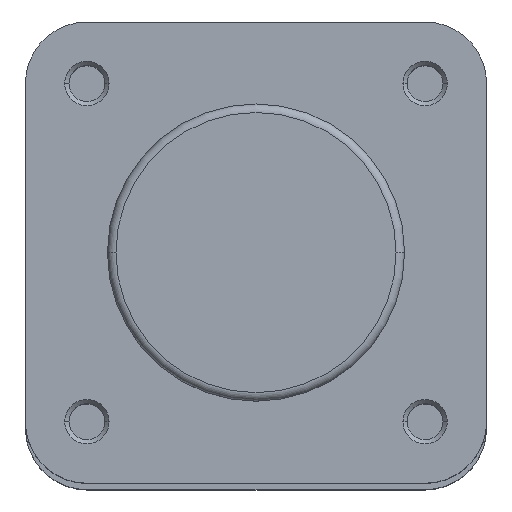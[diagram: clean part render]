
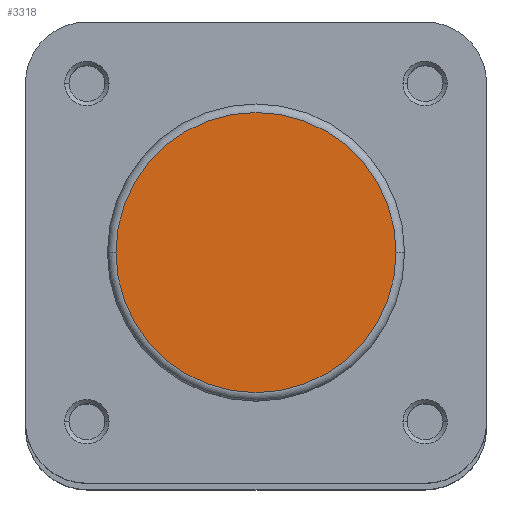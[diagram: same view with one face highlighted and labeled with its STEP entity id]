
A CAD part, top view. The second image highlights one B-rep face of the part: STEP entity #3318.
In plain terms, the highlighted planar face has unit normal (0, 0, 1).
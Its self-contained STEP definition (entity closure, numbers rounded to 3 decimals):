
#558 = FACE_OUTER_BOUND ( 'NONE', #1054, .T. ) ;
#1054 = EDGE_LOOP ( 'NONE', ( #3804, #3806 ) ) ;
#1839 = EDGE_CURVE ( 'NONE', #2813, #2810, #3717, .T. ) ;
#1864 = EDGE_CURVE ( 'NONE', #2810, #2813, #3573, .T. ) ;
#2266 = AXIS2_PLACEMENT_3D ( 'NONE', #3173, #3174, #3175 ) ;
#2272 = AXIS2_PLACEMENT_3D ( 'NONE', #3229, #3238, #3239 ) ;
#2499 = AXIS2_PLACEMENT_3D ( 'NONE', #3984, #3987, #3988 ) ;
#2810 = VERTEX_POINT ( 'NONE', #5637 ) ;
#2813 = VERTEX_POINT ( 'NONE', #5643 ) ;
#3173 = CARTESIAN_POINT ( 'NONE',  ( 0., 0., 0. ) ) ;
#3174 = DIRECTION ( 'NONE',  ( 0., 0., 1. ) ) ;
#3175 = DIRECTION ( 'NONE',  ( -1., 0., 0. ) ) ;
#3229 = CARTESIAN_POINT ( 'NONE',  ( 0., 0., 0. ) ) ;
#3238 = DIRECTION ( 'NONE',  ( 0., 0., 1. ) ) ;
#3239 = DIRECTION ( 'NONE',  ( -1., 0., 0. ) ) ;
#3318 = ADVANCED_FACE ( 'NONE', ( #558 ), #3985, .F. ) ;
#3573 = CIRCLE ( 'NONE', #2272, 16.4 ) ;
#3717 = CIRCLE ( 'NONE', #2266, 16.4 ) ;
#3804 = ORIENTED_EDGE ( 'NONE', *, *, #1864, .T. ) ;
#3806 = ORIENTED_EDGE ( 'NONE', *, *, #1839, .T. ) ;
#3984 = CARTESIAN_POINT ( 'NONE',  ( 0., 17.4, 0. ) ) ;
#3985 = PLANE ( 'NONE',  #2499 ) ;
#3987 = DIRECTION ( 'NONE',  ( 0., 0., -1. ) ) ;
#3988 = DIRECTION ( 'NONE',  ( -1., 0., 0. ) ) ;
#5637 = CARTESIAN_POINT ( 'NONE',  ( -16.4, 0., 0. ) ) ;
#5643 = CARTESIAN_POINT ( 'NONE',  ( 16.4, 0., 0. ) ) ;
